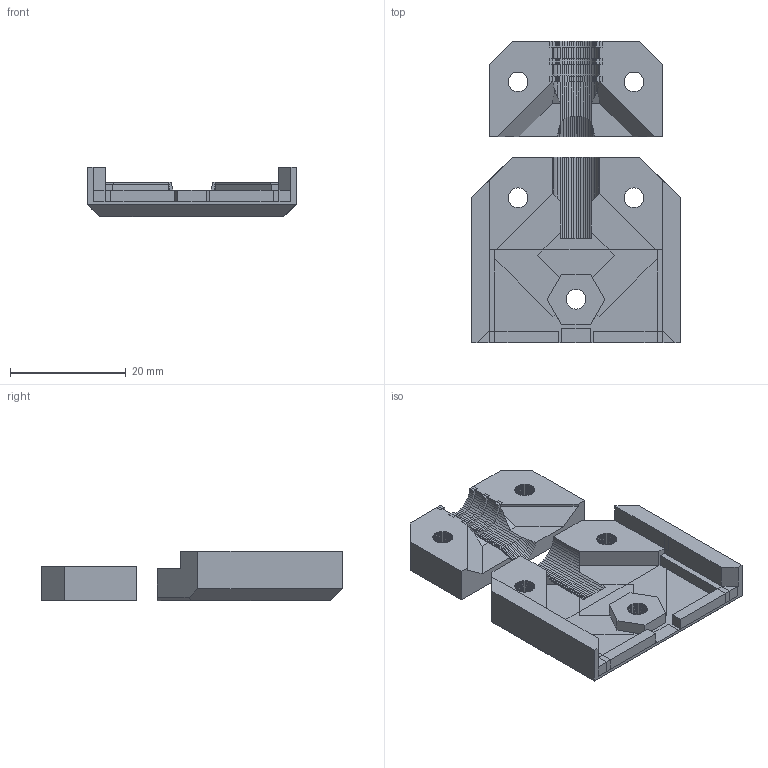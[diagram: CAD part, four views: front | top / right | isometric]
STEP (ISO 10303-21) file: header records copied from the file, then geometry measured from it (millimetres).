
FILE_DESCRIPTION(('FreeCAD Model'),'2;1');
FILE_NAME('heatbed-cable-cover-no-screw_8mm_sleeve_R3.step','2018-10-02T08:48:48',('Author'),( ''),'Open CASCADE STEP processor 6.8','FreeCAD','Unknown');
FILE_SCHEMA(('AUTOMOTIVE_DESIGN { 1 0 10303 214 1 1 1 1 }'));
Length unit declared in the file: millimetre
Products named in the file (1): Matrix_Union
Bounding box: 36 x 52 x 8.6 mm (x, y, z)
Volume: 6363.1 mm3; surface area: 5193.6 mm2
Topology: 2 solids, 2 shells, 888 faces, 2530 edges, 1646 vertices
Faces by surface type: plane 770, bspline 118
Entity records: 39612 total; most frequent: CARTESIAN_POINT 17337, ORIENTED_EDGE 5060, DIRECTION 3836, EDGE_CURVE 2530, LINE 2294, VECTOR 2294, VERTEX_POINT 1646, FACE_BOUND 898
